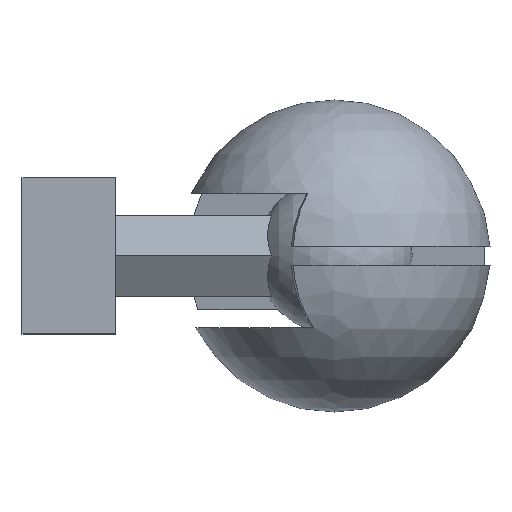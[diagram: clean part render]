
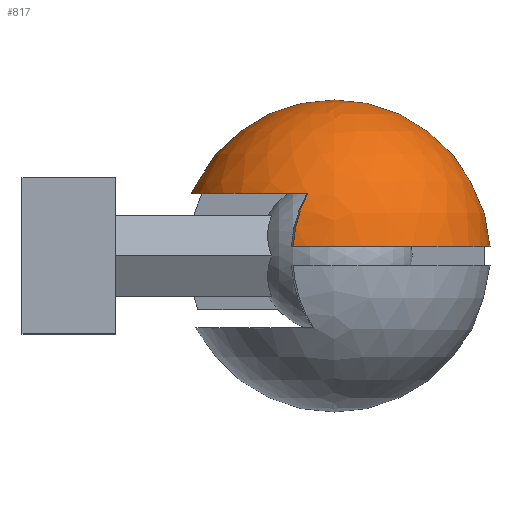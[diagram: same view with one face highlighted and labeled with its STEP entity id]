
A CAD part, top view. The second image highlights one B-rep face of the part: STEP entity #817.
In plain terms, the highlighted spherical face has radius 5 mm.
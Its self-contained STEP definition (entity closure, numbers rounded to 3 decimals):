
#61=SPHERICAL_SURFACE('',#900,5.);
#95=FACE_OUTER_BOUND('',#146,.T.);
#146=EDGE_LOOP('',(#677,#678,#679,#680,#681,#682,#683));
#174=CIRCLE('',#885,4.991);
#175=CIRCLE('',#886,4.991);
#179=CIRCLE('',#893,4.583);
#181=CIRCLE('',#899,4.931);
#182=CIRCLE('',#901,3.763);
#183=CIRCLE('',#902,5.);
#370=VERTEX_POINT('',#1335);
#371=VERTEX_POINT('',#1339);
#372=VERTEX_POINT('',#1341);
#379=VERTEX_POINT('',#1361);
#381=VERTEX_POINT('',#1368);
#382=VERTEX_POINT('',#1381);
#470=EDGE_CURVE('',#370,#371,#174,.F.);
#471=EDGE_CURVE('',#371,#372,#175,.F.);
#483=EDGE_CURVE('',#379,#381,#179,.T.);
#486=EDGE_CURVE('',#370,#379,#181,.T.);
#487=EDGE_CURVE('',#372,#381,#182,.T.);
#488=EDGE_CURVE('',#382,#371,#183,.T.);
#677=ORIENTED_EDGE('',*,*,#470,.F.);
#678=ORIENTED_EDGE('',*,*,#486,.T.);
#679=ORIENTED_EDGE('',*,*,#483,.T.);
#680=ORIENTED_EDGE('',*,*,#487,.F.);
#681=ORIENTED_EDGE('',*,*,#471,.F.);
#682=ORIENTED_EDGE('',*,*,#488,.F.);
#683=ORIENTED_EDGE('',*,*,#488,.T.);
#817=ADVANCED_FACE('',(#95),#61,.T.);
#885=AXIS2_PLACEMENT_3D('',#1340,#1054,#1055);
#886=AXIS2_PLACEMENT_3D('',#1342,#1056,#1057);
#893=AXIS2_PLACEMENT_3D('',#1372,#1075,#1076);
#899=AXIS2_PLACEMENT_3D('',#1378,#1087,#1088);
#900=AXIS2_PLACEMENT_3D('',#1379,#1089,#1090);
#901=AXIS2_PLACEMENT_3D('',#1380,#1091,#1092);
#902=AXIS2_PLACEMENT_3D('',#1382,#1093,#1094);
#1054=DIRECTION('center_axis',(0.,1.,0.));
#1055=DIRECTION('ref_axis',(0.,0.,-1.));
#1056=DIRECTION('center_axis',(0.,1.,0.));
#1057=DIRECTION('ref_axis',(0.,0.,-1.));
#1075=DIRECTION('center_axis',(0.,1.,0.));
#1076=DIRECTION('ref_axis',(0.,0.,-1.));
#1087=DIRECTION('center_axis',(0.,0.,1.));
#1088=DIRECTION('ref_axis',(1.,0.,0.));
#1089=DIRECTION('center_axis',(0.,1.,0.));
#1090=DIRECTION('ref_axis',(0.,0.,-1.));
#1091=DIRECTION('center_axis',(-0.551,0.,-0.834));
#1092=DIRECTION('ref_axis',(0.,1.,0.));
#1093=DIRECTION('center_axis',(1.,0.,0.));
#1094=DIRECTION('ref_axis',(0.,0.,1.));
#1335=CARTESIAN_POINT('',(4.922,0.3,-0.828));
#1339=CARTESIAN_POINT('',(0.,0.3,4.991));
#1340=CARTESIAN_POINT('Origin',(0.,0.3,0.));
#1341=CARTESIAN_POINT('',(-1.316,0.3,4.814));
#1342=CARTESIAN_POINT('Origin',(0.,0.3,0.));
#1361=CARTESIAN_POINT('',(-4.507,2.,-0.828));
#1368=CARTESIAN_POINT('',(-0.846,2.,4.504));
#1372=CARTESIAN_POINT('Origin',(0.,2.,0.));
#1378=CARTESIAN_POINT('Origin',(0.,0.,-0.828));
#1379=CARTESIAN_POINT('Origin',(0.,0.,0.));
#1380=CARTESIAN_POINT('Origin',(1.814,0.,2.747));
#1381=CARTESIAN_POINT('',(0.,5.,0.));
#1382=CARTESIAN_POINT('Origin',(0.,0.,0.));
